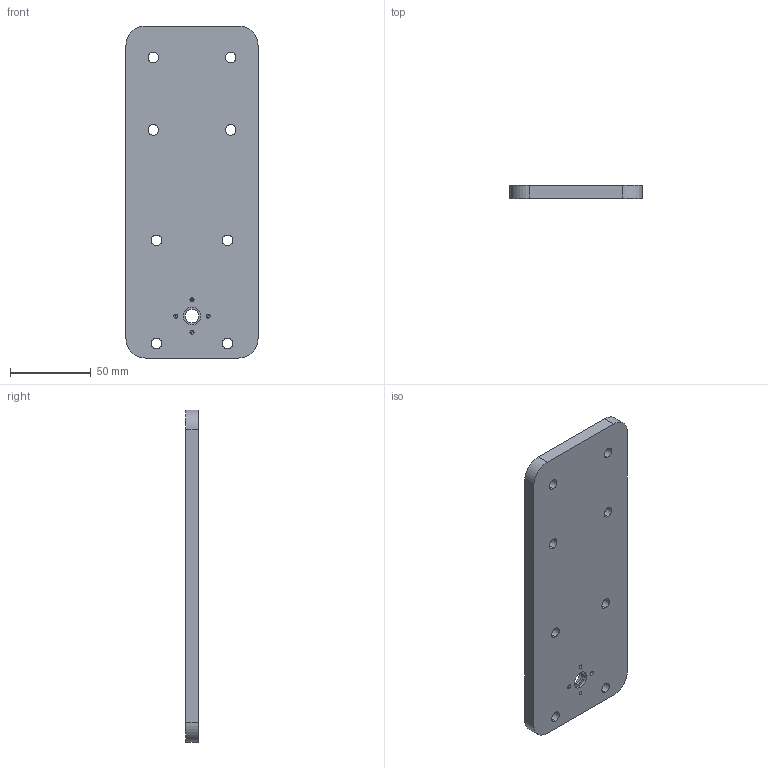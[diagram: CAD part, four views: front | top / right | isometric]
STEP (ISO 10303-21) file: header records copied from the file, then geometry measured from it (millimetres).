
FILE_DESCRIPTION (( 'STEP AP203' ), '1' );
FILE_NAME ('REM_USI_104.STEP', '2021-05-21T13:54:17', ( '' ), ( '' ), 'SwSTEP 2.0', 'SolidWorks 2016', '' );
FILE_SCHEMA (( 'CONFIG_CONTROL_DESIGN' ));
Length unit declared in the file: millimetre
Products named in the file (1): REM_USI_104
Bounding box: 82 x 8 x 206 mm (x, y, z)
Volume: 130688.2 mm3; surface area: 39154.4 mm2
Topology: 1 solids, 1 shells, 53 faces, 136 edges, 84 vertices
Faces by surface type: cylinder 36, plane 9, cone 8
Entity records: 1695 total; most frequent: DIRECTION 308, CARTESIAN_POINT 266, ORIENTED_EDGE 256, EDGE_CURVE 128, AXIS2_PLACEMENT_3D 126, VERTEX_POINT 84, EDGE_LOOP 78, CIRCLE 72
